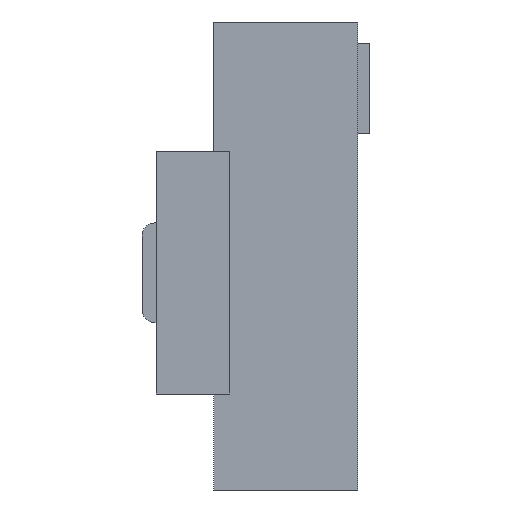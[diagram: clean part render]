
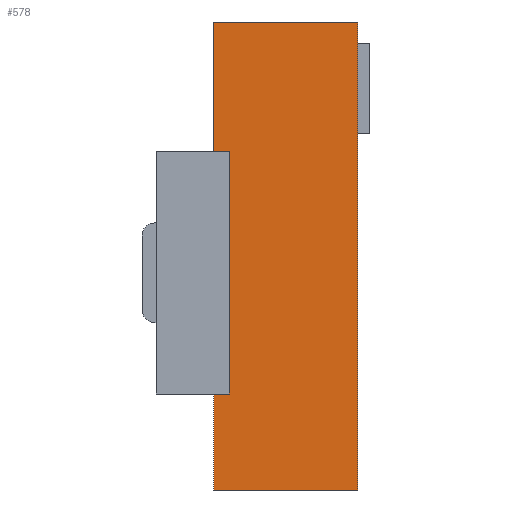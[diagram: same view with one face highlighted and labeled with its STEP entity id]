
A CAD part, front view. The second image highlights one B-rep face of the part: STEP entity #578.
In plain terms, the highlighted planar face has unit normal (0, -1, 0).
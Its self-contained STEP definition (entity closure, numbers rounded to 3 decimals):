
#56=FACE_OUTER_BOUND('',#86,.T.);
#86=EDGE_LOOP('',(#515,#516,#517,#518,#519,#520,#521,#522));
#104=LINE('',#826,#176);
#108=LINE('',#835,#180);
#118=LINE('',#855,#190);
#137=LINE('',#910,#209);
#143=LINE('',#921,#215);
#146=LINE('',#926,#218);
#153=LINE('',#940,#225);
#157=LINE('',#946,#229);
#176=VECTOR('',#670,10.);
#180=VECTOR('',#676,10.);
#190=VECTOR('',#690,10.);
#209=VECTOR('',#747,10.);
#215=VECTOR('',#755,10.);
#218=VECTOR('',#760,10.);
#225=VECTOR('',#775,10.);
#229=VECTOR('',#781,10.);
#243=VERTEX_POINT('',#823);
#244=VERTEX_POINT('',#825);
#247=VERTEX_POINT('',#832);
#248=VERTEX_POINT('',#834);
#256=VERTEX_POINT('',#853);
#273=VERTEX_POINT('',#909);
#277=VERTEX_POINT('',#920);
#281=VERTEX_POINT('',#939);
#300=EDGE_CURVE('',#244,#243,#104,.T.);
#304=EDGE_CURVE('',#248,#247,#108,.T.);
#314=EDGE_CURVE('',#256,#247,#118,.T.);
#341=EDGE_CURVE('',#248,#273,#137,.T.);
#347=EDGE_CURVE('',#273,#277,#143,.T.);
#350=EDGE_CURVE('',#277,#243,#146,.T.);
#357=EDGE_CURVE('',#244,#281,#153,.T.);
#361=EDGE_CURVE('',#281,#256,#157,.T.);
#515=ORIENTED_EDGE('',*,*,#300,.T.);
#516=ORIENTED_EDGE('',*,*,#350,.F.);
#517=ORIENTED_EDGE('',*,*,#347,.F.);
#518=ORIENTED_EDGE('',*,*,#341,.F.);
#519=ORIENTED_EDGE('',*,*,#304,.T.);
#520=ORIENTED_EDGE('',*,*,#314,.F.);
#521=ORIENTED_EDGE('',*,*,#361,.F.);
#522=ORIENTED_EDGE('',*,*,#357,.F.);
#548=PLANE('',#636);
#578=ADVANCED_FACE('',(#56),#548,.F.);
#636=AXIS2_PLACEMENT_3D('',#949,#785,#786);
#670=DIRECTION('',(0.,0.,-1.));
#676=DIRECTION('',(0.,0.,-1.));
#690=DIRECTION('',(-1.,0.,0.));
#747=DIRECTION('',(1.,0.,0.));
#755=DIRECTION('',(0.,0.,1.));
#760=DIRECTION('',(-1.,0.,0.));
#775=DIRECTION('',(1.,0.,0.));
#781=DIRECTION('',(0.,0.,-1.));
#785=DIRECTION('center_axis',(0.,1.,0.));
#786=DIRECTION('ref_axis',(0.,0.,1.));
#823=CARTESIAN_POINT('',(-12.,0.,-10.8));
#825=CARTESIAN_POINT('',(-12.,0.,0.));
#826=CARTESIAN_POINT('',(-12.,0.,-9.75));
#832=CARTESIAN_POINT('',(-12.,0.,-39.));
#834=CARTESIAN_POINT('',(-12.,0.,-31.));
#835=CARTESIAN_POINT('',(-12.,0.,-25.25));
#853=CARTESIAN_POINT('',(0.,0.,-39.));
#855=CARTESIAN_POINT('',(0.,0.,-39.));
#909=CARTESIAN_POINT('',(-10.7,0.,-31.));
#910=CARTESIAN_POINT('',(-16.8,0.,-31.));
#920=CARTESIAN_POINT('',(-10.7,0.,-10.8));
#921=CARTESIAN_POINT('',(-10.7,0.,-31.));
#926=CARTESIAN_POINT('',(-10.7,0.,-10.8));
#939=CARTESIAN_POINT('',(0.,0.,0.));
#940=CARTESIAN_POINT('',(-16.8,0.,0.));
#946=CARTESIAN_POINT('',(0.,0.,0.));
#949=CARTESIAN_POINT('Origin',(-8.4,0.,-19.5));
